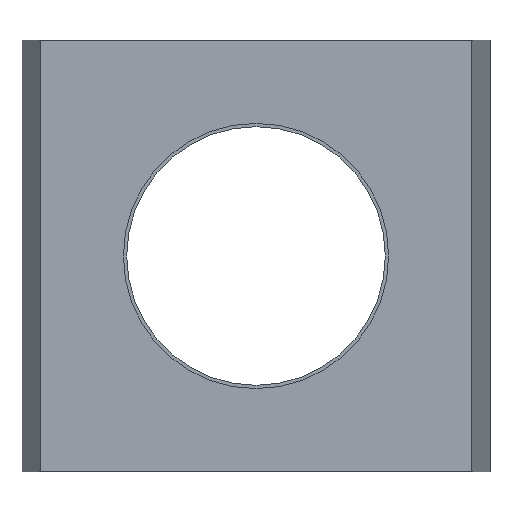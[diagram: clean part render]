
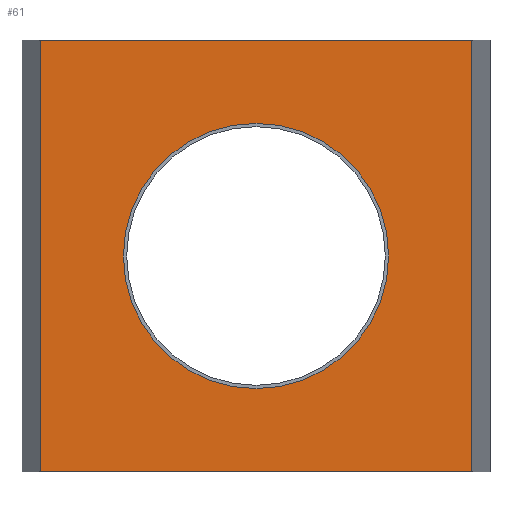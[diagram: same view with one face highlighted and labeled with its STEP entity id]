
A CAD part, front view. The second image highlights one B-rep face of the part: STEP entity #61.
In plain terms, the highlighted planar face has unit normal (0, -1, 0).
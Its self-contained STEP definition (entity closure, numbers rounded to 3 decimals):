
#35 = VECTOR ( 'NONE', #345, 1000. ) ;
#40 = CARTESIAN_POINT ( 'NONE',  ( 0., 0., 161.5 ) ) ;
#61 = ADVANCED_FACE ( 'NONE', ( #518, #434 ), #821, .F. ) ;
#76 = LINE ( 'NONE', #440, #509 ) ;
#77 = ORIENTED_EDGE ( 'NONE', *, *, #763, .F. ) ;
#82 = CARTESIAN_POINT ( 'NONE',  ( 0., 0., -161.5 ) ) ;
#91 = DIRECTION ( 'NONE',  ( 0., -1., 0. ) ) ;
#132 = DIRECTION ( 'NONE',  ( 0., 0., -1. ) ) ;
#139 = VERTEX_POINT ( 'NONE', #82 ) ;
#141 = CARTESIAN_POINT ( 'NONE',  ( -262.5, 0., 262.5 ) ) ;
#196 = EDGE_LOOP ( 'NONE', ( #417, #831, #373, #600 ) ) ;
#198 = LINE ( 'NONE', #411, #209 ) ;
#209 = VECTOR ( 'NONE', #944, 1000. ) ;
#222 = EDGE_CURVE ( 'NONE', #284, #604, #795, .T. ) ;
#284 = VERTEX_POINT ( 'NONE', #689 ) ;
#291 = EDGE_CURVE ( 'NONE', #376, #576, #76, .T. ) ;
#299 = CARTESIAN_POINT ( 'NONE',  ( -262.5, 0., 262.5 ) ) ;
#325 = CARTESIAN_POINT ( 'NONE',  ( 262.5, 0., 262.5 ) ) ;
#345 = DIRECTION ( 'NONE',  ( 1., 0., 0. ) ) ;
#350 = CARTESIAN_POINT ( 'NONE',  ( -262.5, 0., 262.5 ) ) ;
#373 = ORIENTED_EDGE ( 'NONE', *, *, #291, .F. ) ;
#376 = VERTEX_POINT ( 'NONE', #299 ) ;
#411 = CARTESIAN_POINT ( 'NONE',  ( 262.5, 0., 262.5 ) ) ;
#417 = ORIENTED_EDGE ( 'NONE', *, *, #222, .T. ) ;
#430 = EDGE_CURVE ( 'NONE', #930, #139, #899, .T. ) ;
#434 = FACE_OUTER_BOUND ( 'NONE', #196, .T. ) ;
#438 = DIRECTION ( 'NONE',  ( 0., 1., 0. ) ) ;
#440 = CARTESIAN_POINT ( 'NONE',  ( -262.5, 0., 262.5 ) ) ;
#448 = CARTESIAN_POINT ( 'NONE',  ( 0., 0., 0. ) ) ;
#449 = EDGE_CURVE ( 'NONE', #376, #284, #909, .T. ) ;
#458 = DIRECTION ( 'NONE',  ( 1., 0., 0. ) ) ;
#509 = VECTOR ( 'NONE', #458, 1000. ) ;
#518 = FACE_BOUND ( 'NONE', #714, .T. ) ;
#532 = DIRECTION ( 'NONE',  ( 0., 0., -1. ) ) ;
#576 = VERTEX_POINT ( 'NONE', #325 ) ;
#600 = ORIENTED_EDGE ( 'NONE', *, *, #449, .T. ) ;
#604 = VERTEX_POINT ( 'NONE', #772 ) ;
#654 = CIRCLE ( 'NONE', #782, 161.5 ) ;
#662 = DIRECTION ( 'NONE',  ( 0., -1., 0. ) ) ;
#663 = DIRECTION ( 'NONE',  ( 0., 0., 1. ) ) ;
#689 = CARTESIAN_POINT ( 'NONE',  ( -262.5, 0., -262.5 ) ) ;
#714 = EDGE_LOOP ( 'NONE', ( #77, #723 ) ) ;
#717 = AXIS2_PLACEMENT_3D ( 'NONE', #448, #91, #532 ) ;
#720 = EDGE_CURVE ( 'NONE', #576, #604, #198, .T. ) ;
#723 = ORIENTED_EDGE ( 'NONE', *, *, #430, .F. ) ;
#731 = CARTESIAN_POINT ( 'NONE',  ( -262.5, 0., -262.5 ) ) ;
#757 = DIRECTION ( 'NONE',  ( 0., 0., -1. ) ) ;
#759 = VECTOR ( 'NONE', #757, 1000. ) ;
#763 = EDGE_CURVE ( 'NONE', #139, #930, #654, .T. ) ;
#772 = CARTESIAN_POINT ( 'NONE',  ( 262.5, 0., -262.5 ) ) ;
#782 = AXIS2_PLACEMENT_3D ( 'NONE', #884, #662, #132 ) ;
#795 = LINE ( 'NONE', #731, #35 ) ;
#821 = PLANE ( 'NONE',  #862 ) ;
#831 = ORIENTED_EDGE ( 'NONE', *, *, #720, .F. ) ;
#862 = AXIS2_PLACEMENT_3D ( 'NONE', #350, #438, #663 ) ;
#884 = CARTESIAN_POINT ( 'NONE',  ( 0., 0., 0. ) ) ;
#899 = CIRCLE ( 'NONE', #717, 161.5 ) ;
#909 = LINE ( 'NONE', #141, #759 ) ;
#930 = VERTEX_POINT ( 'NONE', #40 ) ;
#944 = DIRECTION ( 'NONE',  ( 0., 0., -1. ) ) ;
